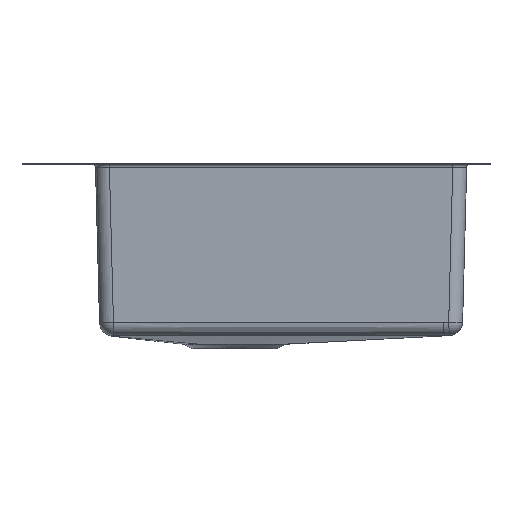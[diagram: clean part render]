
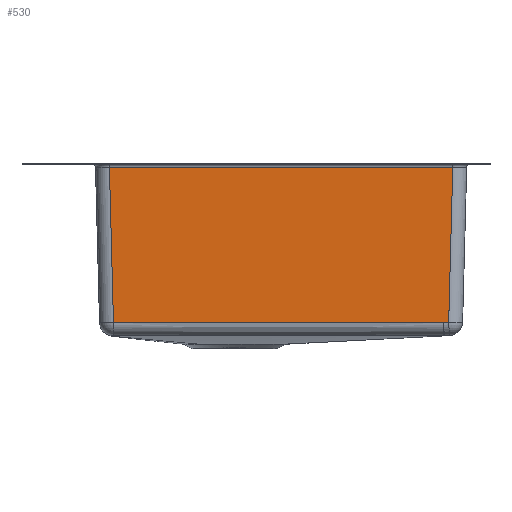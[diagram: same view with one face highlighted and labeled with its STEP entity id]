
A CAD part, left-side view. The second image highlights one B-rep face of the part: STEP entity #530.
In plain terms, the highlighted planar face has unit normal (-1, 0, -0.026).
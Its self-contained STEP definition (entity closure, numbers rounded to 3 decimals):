
#342=B_SPLINE_CURVE_WITH_KNOTS('',3,(#4248,#4249,#4250,#4251),.UNSPECIFIED.,
.F.,.F.,(4,4),(0.,1.),.UNSPECIFIED.);
#343=B_SPLINE_CURVE_WITH_KNOTS('',3,(#4264,#4265,#4266,#4267,#4268,#4269,
#4270,#4271,#4272,#4273,#4274,#4275,#4276),.UNSPECIFIED.,.F.,.F.,(4,3,3,
3,4),(0.,0.151,0.508,0.864,1.),.UNSPECIFIED.);
#530=ADVANCED_FACE('',(#727),#676,.F.);
#676=PLANE('',#2813);
#727=FACE_OUTER_BOUND('',#920,.T.);
#920=EDGE_LOOP('',(#1265,#1266,#1267,#1268,#1269));
#1265=ORIENTED_EDGE('',*,*,#2287,.T.);
#1266=ORIENTED_EDGE('',*,*,#2288,.T.);
#1267=ORIENTED_EDGE('',*,*,#2281,.T.);
#1268=ORIENTED_EDGE('',*,*,#2267,.T.);
#1269=ORIENTED_EDGE('',*,*,#2266,.T.);
#1985=VERTEX_POINT('',#4019);
#1994=VERTEX_POINT('',#4247);
#1995=VERTEX_POINT('',#4277);
#2000=VERTEX_POINT('',#4379);
#2003=VERTEX_POINT('',#4389);
#2266=EDGE_CURVE('',#1985,#1994,#342,.T.);
#2267=EDGE_CURVE('',#1995,#1985,#343,.T.);
#2281=EDGE_CURVE('',#2000,#1995,#2626,.T.);
#2287=EDGE_CURVE('',#1994,#2003,#2630,.T.);
#2288=EDGE_CURVE('',#2003,#2000,#2631,.T.);
#2626=LINE('',#4378,#2702);
#2630=LINE('',#4390,#2706);
#2631=LINE('',#4392,#2707);
#2702=VECTOR('',#3145,1.);
#2706=VECTOR('',#3157,1.);
#2707=VECTOR('',#3160,1.);
#2813=AXIS2_PLACEMENT_3D('',#4393,#3161,#3162);
#3145=DIRECTION('',(0.026,-0.026,-0.999));
#3157=DIRECTION('',(-0.026,-0.026,0.999));
#3160=DIRECTION('',(0.,1.,0.));
#3161=DIRECTION('',(1.,0.,0.026));
#3162=DIRECTION('',(0.026,0.,-1.));
#4019=CARTESIAN_POINT('',(-516.513,-349.006,-171.38));
#4247=CARTESIAN_POINT('',(-516.52,-354.525,-171.106));
#4248=CARTESIAN_POINT('',(-516.513,-349.006,-171.38));
#4249=CARTESIAN_POINT('',(-516.515,-350.846,-171.289));
#4250=CARTESIAN_POINT('',(-516.517,-352.685,-171.198));
#4251=CARTESIAN_POINT('',(-516.52,-354.525,-171.106));
#4264=CARTESIAN_POINT('',(-516.511,6.516,-171.457));
#4265=CARTESIAN_POINT('',(-516.51,-11.386,-171.478));
#4266=CARTESIAN_POINT('',(-516.51,-29.288,-171.498));
#4267=CARTESIAN_POINT('',(-516.509,-47.19,-171.514));
#4268=CARTESIAN_POINT('',(-516.508,-89.46,-171.553));
#4269=CARTESIAN_POINT('',(-516.508,-131.73,-171.568));
#4270=CARTESIAN_POINT('',(-516.508,-174.,-171.554));
#4271=CARTESIAN_POINT('',(-516.508,-216.269,-171.539));
#4272=CARTESIAN_POINT('',(-516.51,-258.539,-171.495));
#4273=CARTESIAN_POINT('',(-516.511,-300.809,-171.442));
#4274=CARTESIAN_POINT('',(-516.511,-316.874,-171.422));
#4275=CARTESIAN_POINT('',(-516.512,-332.94,-171.401));
#4276=CARTESIAN_POINT('',(-516.513,-349.006,-171.38));
#4277=CARTESIAN_POINT('',(-516.511,6.516,-171.457));
#4378=CARTESIAN_POINT('',(-520.873,10.878,-4.864));
#4379=CARTESIAN_POINT('',(-520.872,10.877,-4.895));
#4389=CARTESIAN_POINT('',(-520.872,-358.877,-4.895));
#4390=CARTESIAN_POINT('',(-520.873,-358.878,-4.864));
#4392=CARTESIAN_POINT('',(-520.872,10.979,-4.895));
#4393=CARTESIAN_POINT('',(-521.,-174.,-0.026));
